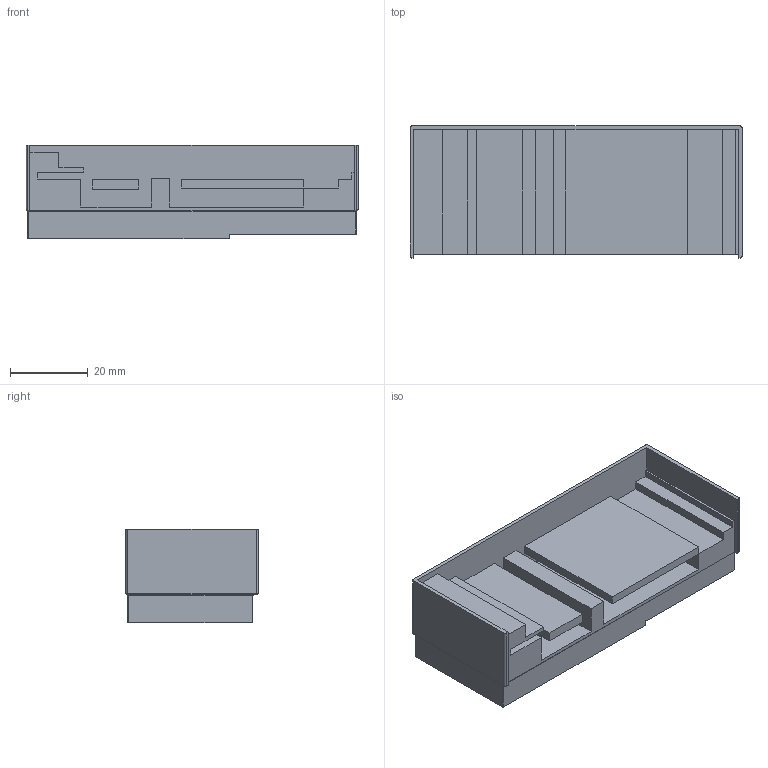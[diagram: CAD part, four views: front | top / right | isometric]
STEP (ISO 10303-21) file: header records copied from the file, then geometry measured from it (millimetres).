
FILE_DESCRIPTION(/* description */ ('KiCad electronic assembly'),/* implementation_level */ '2;1');
FILE_NAME(/* name */ 'MiniKindle Part 1.step',/* time_stamp */ '2026-02-22T16:15:55-05:00',/* author */ (''),/* organization */ (''),/* preprocessor_version */ 'ST-DEVELOPER v20.1',/* originating_system */ 'Autodesk Translation Framework v14.24.0.0',/* authorisation */ '');
FILE_SCHEMA (('AUTOMOTIVE_DESIGN { 1 0 10303 214 3 1 1 }'));
Length unit declared in the file: millimetre
Products named in the file (1): Mini Kindle 1
Bounding box: 85.5 x 34 x 24.13 mm (x, y, z)
Volume: 17344.2 mm3; surface area: 18255.8 mm2
Topology: 1 solids, 1 shells, 165 faces, 410 edges, 238 vertices
Faces by surface type: plane 69, cylinder 63, bspline 25, torus 8
Entity records: 5073 total; most frequent: CARTESIAN_POINT 1197, DIRECTION 824, ORIENTED_EDGE 796, EDGE_CURVE 398, AXIS2_PLACEMENT_3D 287, LINE 250, VECTOR 250, VERTEX_POINT 238
